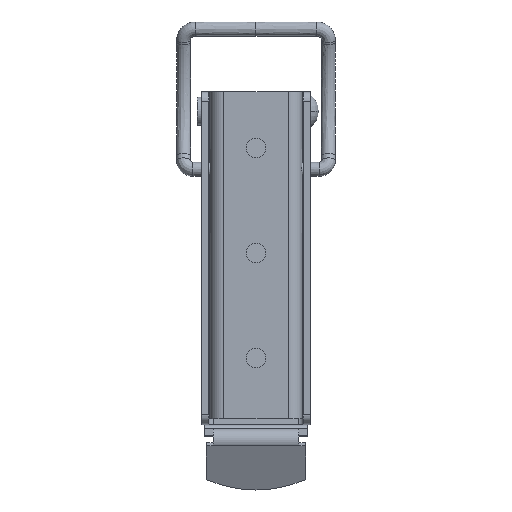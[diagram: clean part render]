
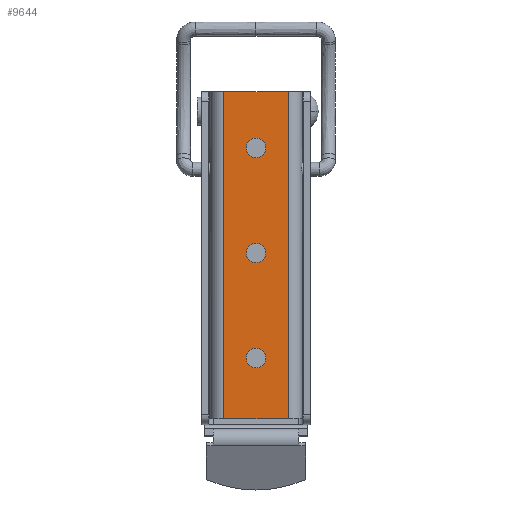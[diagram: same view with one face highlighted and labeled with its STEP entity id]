
A CAD part, front view. The second image highlights one B-rep face of the part: STEP entity #9644.
In plain terms, the highlighted planar face has unit normal (0, -1, 0).
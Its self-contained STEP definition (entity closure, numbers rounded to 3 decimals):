
#94 = EDGE_CURVE ( 'NONE', #23940, #22712, #8666, .T. ) ;
#248 = EDGE_LOOP ( 'NONE', ( #17528, #13591, #4544, #1166 ) ) ;
#282 = DIRECTION ( 'NONE',  ( 0., -1., 0. ) ) ;
#594 = DIRECTION ( 'NONE',  ( 0., 0., -1. ) ) ;
#683 = VECTOR ( 'NONE', #10918, 1000. ) ;
#800 = CARTESIAN_POINT ( 'NONE',  ( -6.875, 0., 70. ) ) ;
#991 = DIRECTION ( 'NONE',  ( 0., 0., -1. ) ) ;
#1166 = ORIENTED_EDGE ( 'NONE', *, *, #15418, .T. ) ;
#1941 = CIRCLE ( 'NONE', #3635, 2.1 ) ;
#2319 = CARTESIAN_POINT ( 'NONE',  ( -6.875, 0., 0. ) ) ;
#2587 = FACE_BOUND ( 'NONE', #5442, .T. ) ;
#2819 = ORIENTED_EDGE ( 'NONE', *, *, #22540, .F. ) ;
#2871 = FACE_OUTER_BOUND ( 'NONE', #248, .T. ) ;
#2897 = LINE ( 'NONE', #10616, #12167 ) ;
#2938 = DIRECTION ( 'NONE',  ( 0., -1., 0. ) ) ;
#3231 = DIRECTION ( 'NONE',  ( 0., 0., -1. ) ) ;
#3342 = DIRECTION ( 'NONE',  ( 0., -1., 0. ) ) ;
#3598 = VERTEX_POINT ( 'NONE', #18890 ) ;
#3635 = AXIS2_PLACEMENT_3D ( 'NONE', #20642, #282, #594 ) ;
#4071 = CIRCLE ( 'NONE', #11806, 2.1 ) ;
#4108 = ORIENTED_EDGE ( 'NONE', *, *, #18927, .F. ) ;
#4464 = CIRCLE ( 'NONE', #17952, 2.1 ) ;
#4544 = ORIENTED_EDGE ( 'NONE', *, *, #22659, .F. ) ;
#5026 = DIRECTION ( 'NONE',  ( 0., -1., 0. ) ) ;
#5442 = EDGE_LOOP ( 'NONE', ( #9192, #11199 ) ) ;
#5792 = VECTOR ( 'NONE', #3231, 1000. ) ;
#5960 = DIRECTION ( 'NONE',  ( 0., 1., 0. ) ) ;
#6754 = VERTEX_POINT ( 'NONE', #9442 ) ;
#6965 = CARTESIAN_POINT ( 'NONE',  ( 6.875, 0., 70. ) ) ;
#7351 = VERTEX_POINT ( 'NONE', #10681 ) ;
#7596 = DIRECTION ( 'NONE',  ( 0., 0., 1. ) ) ;
#7701 = VERTEX_POINT ( 'NONE', #11557 ) ;
#7863 = CARTESIAN_POINT ( 'NONE',  ( -6.875, 0., 0. ) ) ;
#7866 = DIRECTION ( 'NONE',  ( 0., -1., 0. ) ) ;
#8353 = VERTEX_POINT ( 'NONE', #20298 ) ;
#8398 = LINE ( 'NONE', #6965, #5792 ) ;
#8459 = LINE ( 'NONE', #7863, #15435 ) ;
#8666 = CIRCLE ( 'NONE', #19148, 2.1 ) ;
#9192 = ORIENTED_EDGE ( 'NONE', *, *, #15804, .F. ) ;
#9442 = CARTESIAN_POINT ( 'NONE',  ( 0., 0., 55.9 ) ) ;
#9443 = VERTEX_POINT ( 'NONE', #23757 ) ;
#9536 = PLANE ( 'NONE',  #18762 ) ;
#9554 = CARTESIAN_POINT ( 'NONE',  ( 0., 0., 33.4 ) ) ;
#9613 = CARTESIAN_POINT ( 'NONE',  ( -6.875, 0., 70. ) ) ;
#9644 = ADVANCED_FACE ( 'NONE', ( #11856, #13608, #2587, #2871 ), #9536, .F. ) ;
#9720 = DIRECTION ( 'NONE',  ( 0., 0., -1. ) ) ;
#10367 = CARTESIAN_POINT ( 'NONE',  ( 0., 0., 13. ) ) ;
#10515 = EDGE_CURVE ( 'NONE', #7701, #20234, #8398, .T. ) ;
#10616 = CARTESIAN_POINT ( 'NONE',  ( -6.875, 0., 70. ) ) ;
#10681 = CARTESIAN_POINT ( 'NONE',  ( 0., 0., 10.9 ) ) ;
#10745 = CARTESIAN_POINT ( 'NONE',  ( 0., 0., 37.6 ) ) ;
#10918 = DIRECTION ( 'NONE',  ( 1., 0., 0. ) ) ;
#11199 = ORIENTED_EDGE ( 'NONE', *, *, #17408, .F. ) ;
#11557 = CARTESIAN_POINT ( 'NONE',  ( 6.875, 0., 70. ) ) ;
#11806 = AXIS2_PLACEMENT_3D ( 'NONE', #21593, #2938, #15998 ) ;
#11856 = FACE_BOUND ( 'NONE', #15850, .T. ) ;
#12167 = VECTOR ( 'NONE', #12246, 1000. ) ;
#12246 = DIRECTION ( 'NONE',  ( 0., 0., -1. ) ) ;
#12321 = EDGE_CURVE ( 'NONE', #19907, #20234, #8459, .T. ) ;
#13002 = CARTESIAN_POINT ( 'NONE',  ( 6.875, 0., 0. ) ) ;
#13516 = AXIS2_PLACEMENT_3D ( 'NONE', #14448, #3342, #16324 ) ;
#13591 = ORIENTED_EDGE ( 'NONE', *, *, #10515, .F. ) ;
#13608 = FACE_BOUND ( 'NONE', #14120, .T. ) ;
#14120 = EDGE_LOOP ( 'NONE', ( #15110, #4108 ) ) ;
#14448 = CARTESIAN_POINT ( 'NONE',  ( 0., 0., 13. ) ) ;
#14788 = CIRCLE ( 'NONE', #19764, 2.1 ) ;
#15110 = ORIENTED_EDGE ( 'NONE', *, *, #15690, .F. ) ;
#15240 = CARTESIAN_POINT ( 'NONE',  ( 0., 0., 35.5 ) ) ;
#15418 = EDGE_CURVE ( 'NONE', #9443, #19907, #2897, .T. ) ;
#15435 = VECTOR ( 'NONE', #22881, 1000. ) ;
#15690 = EDGE_CURVE ( 'NONE', #6754, #8353, #4071, .T. ) ;
#15804 = EDGE_CURVE ( 'NONE', #7351, #3598, #14788, .T. ) ;
#15850 = EDGE_LOOP ( 'NONE', ( #2819, #22290 ) ) ;
#15998 = DIRECTION ( 'NONE',  ( 0., 0., -1. ) ) ;
#16324 = DIRECTION ( 'NONE',  ( 0., 0., -1. ) ) ;
#17074 = CIRCLE ( 'NONE', #13516, 2.1 ) ;
#17408 = EDGE_CURVE ( 'NONE', #3598, #7351, #17074, .T. ) ;
#17528 = ORIENTED_EDGE ( 'NONE', *, *, #12321, .T. ) ;
#17952 = AXIS2_PLACEMENT_3D ( 'NONE', #15240, #7866, #9720 ) ;
#18087 = DIRECTION ( 'NONE',  ( 0., 0., -1. ) ) ;
#18410 = LINE ( 'NONE', #800, #683 ) ;
#18762 = AXIS2_PLACEMENT_3D ( 'NONE', #9613, #5960, #7596 ) ;
#18890 = CARTESIAN_POINT ( 'NONE',  ( 0., 0., 15.1 ) ) ;
#18927 = EDGE_CURVE ( 'NONE', #8353, #6754, #1941, .T. ) ;
#19148 = AXIS2_PLACEMENT_3D ( 'NONE', #21826, #5026, #18087 ) ;
#19764 = AXIS2_PLACEMENT_3D ( 'NONE', #10367, #21280, #991 ) ;
#19907 = VERTEX_POINT ( 'NONE', #2319 ) ;
#20234 = VERTEX_POINT ( 'NONE', #13002 ) ;
#20298 = CARTESIAN_POINT ( 'NONE',  ( 0., 0., 60.1 ) ) ;
#20642 = CARTESIAN_POINT ( 'NONE',  ( 0., 0., 58. ) ) ;
#21280 = DIRECTION ( 'NONE',  ( 0., -1., 0. ) ) ;
#21593 = CARTESIAN_POINT ( 'NONE',  ( 0., 0., 58. ) ) ;
#21826 = CARTESIAN_POINT ( 'NONE',  ( 0., 0., 35.5 ) ) ;
#22290 = ORIENTED_EDGE ( 'NONE', *, *, #94, .F. ) ;
#22540 = EDGE_CURVE ( 'NONE', #22712, #23940, #4464, .T. ) ;
#22659 = EDGE_CURVE ( 'NONE', #9443, #7701, #18410, .T. ) ;
#22712 = VERTEX_POINT ( 'NONE', #9554 ) ;
#22881 = DIRECTION ( 'NONE',  ( 1., 0., 0. ) ) ;
#23757 = CARTESIAN_POINT ( 'NONE',  ( -6.875, 0., 70. ) ) ;
#23940 = VERTEX_POINT ( 'NONE', #10745 ) ;
